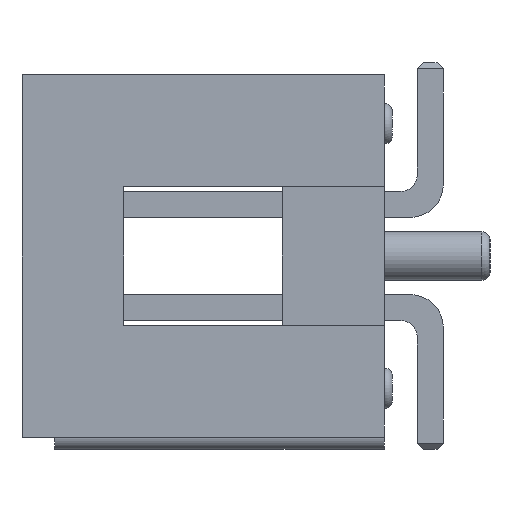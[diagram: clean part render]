
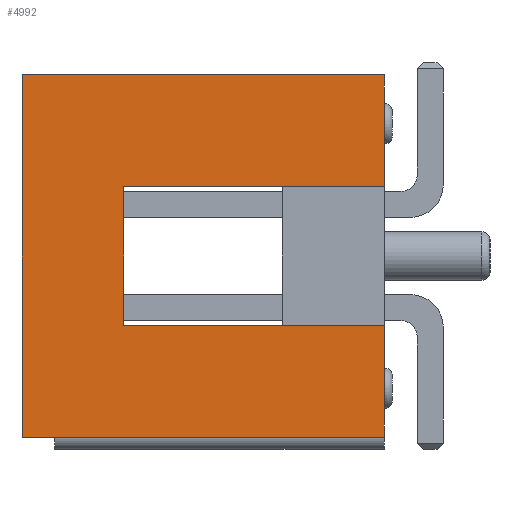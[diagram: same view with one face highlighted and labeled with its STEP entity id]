
A CAD part, left-side view. The second image highlights one B-rep face of the part: STEP entity #4992.
In plain terms, the highlighted face is planar.
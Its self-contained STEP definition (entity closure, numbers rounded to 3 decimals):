
#293=ORIENTED_EDGE('',*,*,#1631,.F.);
#294=ORIENTED_EDGE('',*,*,#1632,.T.);
#295=ORIENTED_EDGE('',*,*,#1633,.T.);
#296=ORIENTED_EDGE('',*,*,#1604,.F.);
#297=ORIENTED_EDGE('',*,*,#1634,.F.);
#298=ORIENTED_EDGE('',*,*,#1627,.T.);
#299=ORIENTED_EDGE('',*,*,#1635,.T.);
#300=ORIENTED_EDGE('',*,*,#1636,.F.);
#1604=EDGE_CURVE('',#2278,#2279,#2716,.T.);
#1627=EDGE_CURVE('',#2301,#2300,#2739,.T.);
#1631=EDGE_CURVE('',#2303,#2304,#2743,.T.);
#1632=EDGE_CURVE('',#2303,#2305,#2744,.T.);
#1633=EDGE_CURVE('',#2305,#2279,#2745,.T.);
#1634=EDGE_CURVE('',#2301,#2278,#2746,.T.);
#1635=EDGE_CURVE('',#2300,#2306,#2747,.T.);
#1636=EDGE_CURVE('',#2304,#2306,#2748,.T.);
#2278=VERTEX_POINT('',#7088);
#2279=VERTEX_POINT('',#7090);
#2300=VERTEX_POINT('',#7135);
#2301=VERTEX_POINT('',#7137);
#2303=VERTEX_POINT('',#7144);
#2304=VERTEX_POINT('',#7145);
#2305=VERTEX_POINT('',#7147);
#2306=VERTEX_POINT('',#7151);
#2716=LINE('',#7089,#3378);
#2739=LINE('',#7136,#3401);
#2743=LINE('',#7143,#3405);
#2744=LINE('',#7146,#3406);
#2745=LINE('',#7148,#3407);
#2746=LINE('',#7149,#3408);
#2747=LINE('',#7150,#3409);
#2748=LINE('',#7152,#3410);
#3378=VECTOR('',#5765,1000.);
#3401=VECTOR('',#5792,1000.);
#3405=VECTOR('',#5798,1000.);
#3406=VECTOR('',#5799,1000.);
#3407=VECTOR('',#5800,1000.);
#3408=VECTOR('',#5801,1000.);
#3409=VECTOR('',#5802,1000.);
#3410=VECTOR('',#5803,1000.);
#4017=EDGE_LOOP('',(#293,#294,#295,#296,#297,#298,#299,#300));
#4371=FACE_BOUND('',#4017,.T.);
#4722=PLANE('',#5331);
#4992=ADVANCED_FACE('',(#4371),#4722,.F.);
#5331=AXIS2_PLACEMENT_3D('',#7142,#5796,#5797);
#5765=DIRECTION('',(0.,-1.,0.));
#5792=DIRECTION('',(0.,-1.,0.));
#5796=DIRECTION('',(-1.,0.,0.));
#5797=DIRECTION('',(0.,0.,1.));
#5798=DIRECTION('',(0.,0.,1.));
#5799=DIRECTION('',(0.,-1.,0.));
#5800=DIRECTION('',(0.,0.,-1.));
#5801=DIRECTION('',(0.,0.,-1.));
#5802=DIRECTION('',(0.,0.,-1.));
#5803=DIRECTION('',(0.,-1.,0.));
#7088=CARTESIAN_POINT('',(40.64,8.9,-8.9));
#7089=CARTESIAN_POINT('',(40.64,8.9,-8.9));
#7090=CARTESIAN_POINT('',(40.64,0.,-8.9));
#7135=CARTESIAN_POINT('',(40.64,0.,0.));
#7136=CARTESIAN_POINT('',(40.64,8.9,0.));
#7137=CARTESIAN_POINT('',(40.64,8.9,0.));
#7142=CARTESIAN_POINT('',(40.64,8.9,0.));
#7143=CARTESIAN_POINT('',(40.64,6.4,-6.15));
#7144=CARTESIAN_POINT('',(40.64,6.4,-6.15));
#7145=CARTESIAN_POINT('',(40.64,6.4,-2.75));
#7146=CARTESIAN_POINT('',(40.64,6.4,-6.15));
#7147=CARTESIAN_POINT('',(40.64,0.,-6.15));
#7148=CARTESIAN_POINT('',(40.64,0.,0.));
#7149=CARTESIAN_POINT('',(40.64,8.9,0.));
#7150=CARTESIAN_POINT('',(40.64,0.,0.));
#7151=CARTESIAN_POINT('',(40.64,0.,-2.75));
#7152=CARTESIAN_POINT('',(40.64,6.4,-2.75));
